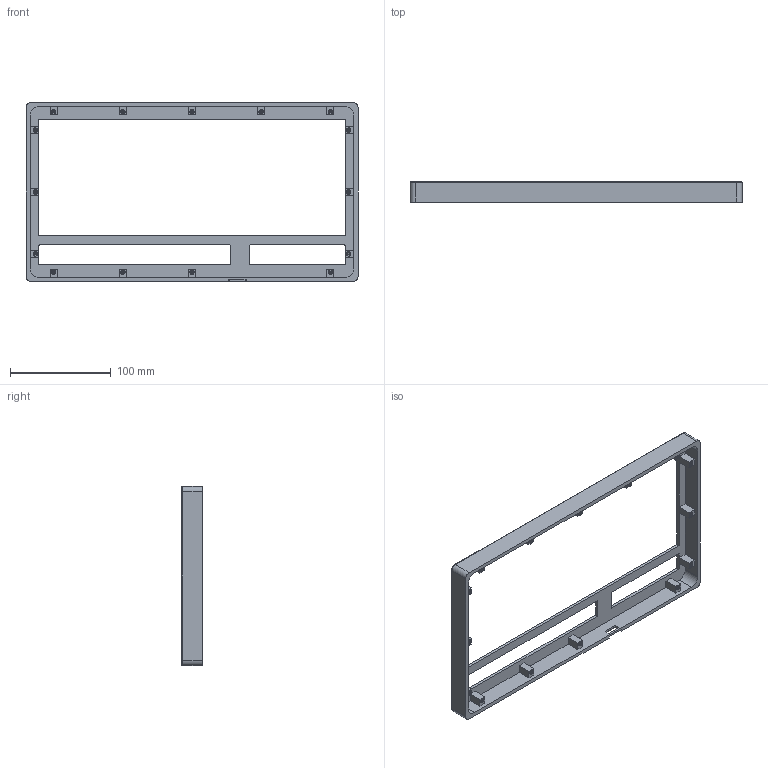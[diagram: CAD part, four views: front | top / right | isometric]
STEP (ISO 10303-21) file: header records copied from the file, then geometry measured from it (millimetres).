
FILE_DESCRIPTION(/* description */ (''),/* implementation_level */ '2;1');
FILE_NAME(/* name */ 'Burger Case Top Plate 3mm.step',/* time_stamp */ '2021-05-08T12:11:19+09:00',/* author */ (''),/* organization */ (''),/* preprocessor_version */ 'ST-DEVELOPER v18.1',/* originating_system */ 'Autodesk Translation Framework v10.6.0.1341',/* authorisation */ '');
FILE_SCHEMA (('AUTOMOTIVE_DESIGN { 1 0 10303 214 3 1 1 }'));
Products named in the file (1): Burger Case M25 Clearance
Bounding box: 329.8 x 20.5 x 177.88 mm (x, y, z)
Volume: 135595.1 mm3; surface area: 82276.5 mm2
Topology: 1 solids, 1 shells, 575 faces, 1633 edges, 1076 vertices
Faces by surface type: cylinder 405, plane 121, bspline 30, cone 15, torus 4
Full cylindrical faces by diameter (mm): 2.075 x75, 2.58 x45, 4.5 x15
Entity records: 40861 total; most frequent: CARTESIAN_POINT 27393, ORIENTED_EDGE 3236, DIRECTION 2114, EDGE_CURVE 1618, VERTEX_POINT 1076, B_SPLINE_CURVE_WITH_KNOTS 780, AXIS2_PLACEMENT_3D 730, LINE 654
